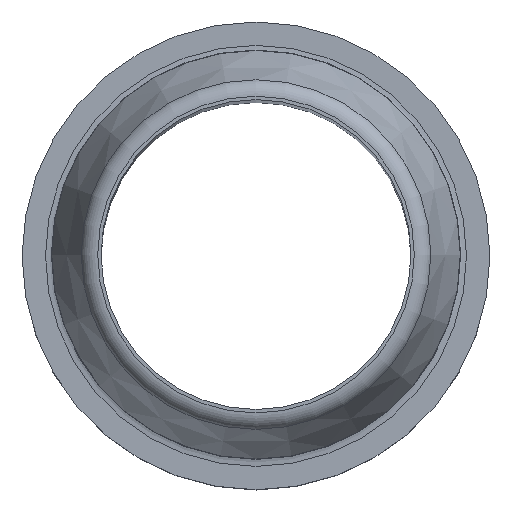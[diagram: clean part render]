
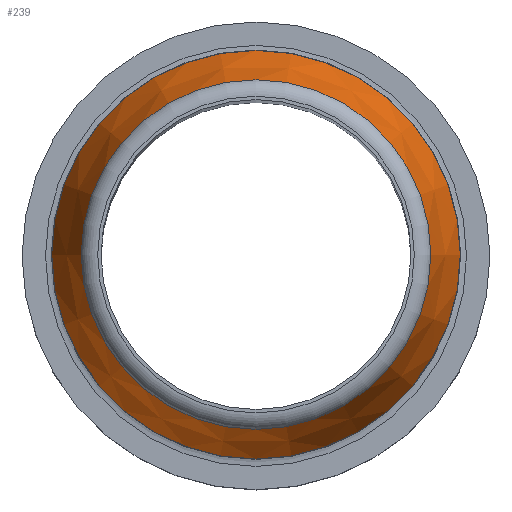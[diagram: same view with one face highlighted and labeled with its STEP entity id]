
A CAD part, top view. The second image highlights one B-rep face of the part: STEP entity #239.
In plain terms, the highlighted conical face has half-angle 20 degrees and reference radius 3.494 mm.
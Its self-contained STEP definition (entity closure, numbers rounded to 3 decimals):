
#21=CONICAL_SURFACE('',#292,3.494,0.349);
#72=ORIENTED_EDGE('',*,*,#75,.T.);
#73=ORIENTED_EDGE('',*,*,#93,.F.);
#75=EDGE_CURVE('',#95,#95,#115,.T.);
#93=EDGE_CURVE('',#113,#113,#133,.T.);
#95=VERTEX_POINT('',#380);
#113=VERTEX_POINT('',#434);
#115=CIRCLE('',#255,2.989);
#133=CIRCLE('',#291,3.494);
#172=EDGE_LOOP('',(#72));
#173=EDGE_LOOP('',(#73));
#212=FACE_BOUND('',#172,.T.);
#213=FACE_BOUND('',#173,.T.);
#239=ADVANCED_FACE('',(#212,#213),#21,.T.);
#255=AXIS2_PLACEMENT_3D('',#379,#299,#300);
#291=AXIS2_PLACEMENT_3D('',#433,#371,#372);
#292=AXIS2_PLACEMENT_3D('',#435,#373,#374);
#299=DIRECTION('',(0.,0.,-1.));
#300=DIRECTION('',(-1.,0.,0.));
#371=DIRECTION('',(0.,0.,-1.));
#372=DIRECTION('',(-1.,0.,0.));
#373=DIRECTION('',(0.,0.,-1.));
#374=DIRECTION('',(-1.,0.,0.));
#379=CARTESIAN_POINT('',(0.,0.,27.803));
#380=CARTESIAN_POINT('',(-2.989,0.,27.803));
#433=CARTESIAN_POINT('',(0.,0.,26.417));
#434=CARTESIAN_POINT('',(-3.494,0.,26.417));
#435=CARTESIAN_POINT('',(0.,0.,26.417));
